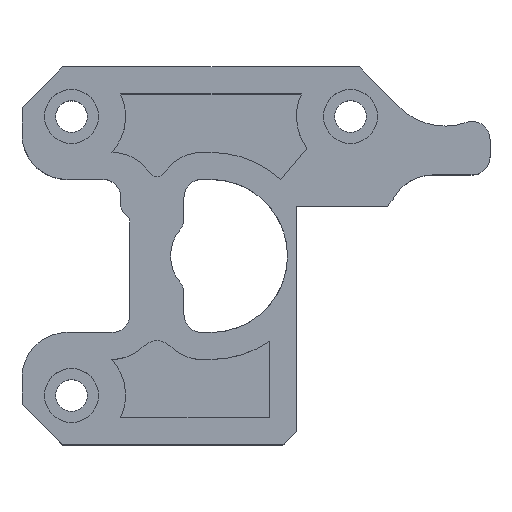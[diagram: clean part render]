
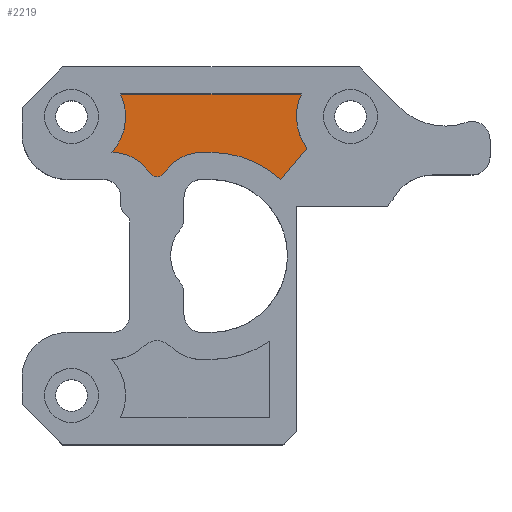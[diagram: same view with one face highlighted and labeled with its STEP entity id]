
A CAD part, top view. The second image highlights one B-rep face of the part: STEP entity #2219.
In plain terms, the highlighted planar face has unit normal (0, 0, 1).
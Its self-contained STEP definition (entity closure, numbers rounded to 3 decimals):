
#48=PLANE('',#2436);
#174=LINE('',#4106,#361);
#178=LINE('',#4115,#365);
#179=LINE('',#4119,#366);
#180=LINE('',#4127,#367);
#361=VECTOR('',#2867,10.);
#365=VECTOR('',#2877,10.);
#366=VECTOR('',#2880,10.);
#367=VECTOR('',#2887,10.);
#600=CIRCLE('',#2435,6.);
#601=CIRCLE('',#2437,6.);
#602=CIRCLE('',#2438,5.);
#603=CIRCLE('',#2439,1.);
#604=CIRCLE('',#2440,5.);
#605=CIRCLE('',#2441,11.5);
#679=FACE_OUTER_BOUND('',#811,.T.);
#811=EDGE_LOOP('',(#1787,#1788,#1789,#1790,#1791,#1792,#1793,#1794,#1795,
#1796));
#1087=VERTEX_POINT('',#4104);
#1088=VERTEX_POINT('',#4105);
#1089=VERTEX_POINT('',#4110);
#1090=VERTEX_POINT('',#4114);
#1091=VERTEX_POINT('',#4116);
#1092=VERTEX_POINT('',#4118);
#1093=VERTEX_POINT('',#4120);
#1094=VERTEX_POINT('',#4122);
#1095=VERTEX_POINT('',#4124);
#1096=VERTEX_POINT('',#4126);
#1349=EDGE_CURVE('',#1087,#1088,#174,.T.);
#1353=EDGE_CURVE('',#1088,#1089,#600,.T.);
#1354=EDGE_CURVE('',#1089,#1090,#178,.T.);
#1355=EDGE_CURVE('',#1090,#1091,#601,.T.);
#1356=EDGE_CURVE('',#1091,#1092,#179,.T.);
#1357=EDGE_CURVE('',#1092,#1093,#602,.T.);
#1358=EDGE_CURVE('',#1093,#1094,#603,.T.);
#1359=EDGE_CURVE('',#1094,#1095,#604,.T.);
#1360=EDGE_CURVE('',#1095,#1096,#180,.T.);
#1361=EDGE_CURVE('',#1096,#1087,#605,.T.);
#1787=ORIENTED_EDGE('',*,*,#1349,.T.);
#1788=ORIENTED_EDGE('',*,*,#1353,.T.);
#1789=ORIENTED_EDGE('',*,*,#1354,.T.);
#1790=ORIENTED_EDGE('',*,*,#1355,.T.);
#1791=ORIENTED_EDGE('',*,*,#1356,.T.);
#1792=ORIENTED_EDGE('',*,*,#1357,.T.);
#1793=ORIENTED_EDGE('',*,*,#1358,.T.);
#1794=ORIENTED_EDGE('',*,*,#1359,.T.);
#1795=ORIENTED_EDGE('',*,*,#1360,.T.);
#1796=ORIENTED_EDGE('',*,*,#1361,.T.);
#2219=ADVANCED_FACE('',(#679),#48,.T.);
#2435=AXIS2_PLACEMENT_3D('',#4112,#2873,#2874);
#2436=AXIS2_PLACEMENT_3D('',#4113,#2875,#2876);
#2437=AXIS2_PLACEMENT_3D('',#4117,#2878,#2879);
#2438=AXIS2_PLACEMENT_3D('',#4121,#2881,#2882);
#2439=AXIS2_PLACEMENT_3D('',#4123,#2883,#2884);
#2440=AXIS2_PLACEMENT_3D('',#4125,#2885,#2886);
#2441=AXIS2_PLACEMENT_3D('',#4128,#2888,#2889);
#2867=DIRECTION('',(0.643,0.766,0.));
#2873=DIRECTION('center_axis',(0.,0.,-1.));
#2874=DIRECTION('ref_axis',(0.909,-0.417,0.));
#2875=DIRECTION('center_axis',(0.,0.,
1.));
#2876=DIRECTION('ref_axis',(1.,0.,0.));
#2877=DIRECTION('',(-1.,0.,0.));
#2878=DIRECTION('center_axis',(0.,0.,-1.));
#2879=DIRECTION('ref_axis',(-0.745,0.667,0.));
#2880=DIRECTION('',(1.,0.,0.));
#2881=DIRECTION('center_axis',(0.,0.,-1.));
#2882=DIRECTION('ref_axis',(-0.833,-0.553,0.));
#2883=DIRECTION('center_axis',(0.,0.,1.));
#2884=DIRECTION('ref_axis',(-0.833,-0.553,0.));
#2885=DIRECTION('center_axis',(0.,0.,-1.));
#2886=DIRECTION('ref_axis',(0.,-1.,0.));
#2887=DIRECTION('',(1.,0.,0.));
#2888=DIRECTION('center_axis',(0.,0.,-1.));
#2889=DIRECTION('ref_axis',(-0.674,-0.739,0.));
#4104=CARTESIAN_POINT('',(-0.254,8.5,3.));
#4105=CARTESIAN_POINT('',(2.653,11.964,3.));
#4106=CARTESIAN_POINT('',(1.74,10.876,3.));
#4110=CARTESIAN_POINT('',(2.046,18.,3.));
#4112=CARTESIAN_POINT('Origin',(7.5,15.5,3.));
#4113=CARTESIAN_POINT('Origin',(-2.779,12.813,3.));
#4114=CARTESIAN_POINT('',(-18.046,18.,3.));
#4115=CARTESIAN_POINT('',(2.046,18.,3.));
#4116=CARTESIAN_POINT('',(-19.028,11.5,3.));
#4117=CARTESIAN_POINT('Origin',(-23.5,15.5,3.));
#4118=CARTESIAN_POINT('',(-19.,11.5,3.));
#4119=CARTESIAN_POINT('',(-19.028,11.5,3.));
#4120=CARTESIAN_POINT('',(-14.833,9.264,3.));
#4121=CARTESIAN_POINT('Origin',(-19.,6.5,3.));
#4122=CARTESIAN_POINT('',(-13.167,9.264,3.));
#4123=CARTESIAN_POINT('Origin',(-14.,9.817,3.));
#4124=CARTESIAN_POINT('',(-9.,11.5,3.));
#4125=CARTESIAN_POINT('Origin',(-9.,6.5,3.));
#4126=CARTESIAN_POINT('',(-8.,11.5,3.));
#4127=CARTESIAN_POINT('',(-9.,11.5,3.));
#4128=CARTESIAN_POINT('Origin',(-8.,0.,
3.));
